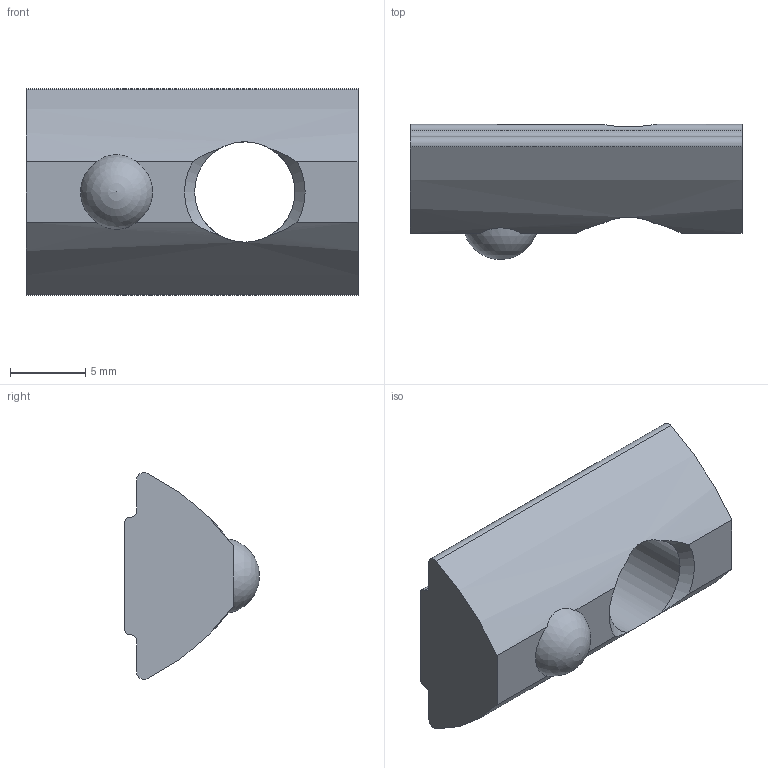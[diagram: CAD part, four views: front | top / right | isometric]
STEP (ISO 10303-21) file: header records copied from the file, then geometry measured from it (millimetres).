
FILE_DESCRIPTION( ( 'STEP AP214' ), '1' );
FILE_NAME( 'K1024.0808.stp', '2020-12-10T09:14:35', ( '' ), ( '' ), ' ', 'PARTsolutions', ' ' );
FILE_SCHEMA( ( 'AUTOMOTIVE_DESIGN { 1 0 10303 214 1 1 1 1 }' ) );
Length unit declared in the file: millimetre
Products named in the file (1): _K1024.0808
Bounding box: 22 x 8.95 x 13.7 mm (x, y, z)
Volume: 1319.2 mm3; surface area: 971 mm2
Topology: 1 solids, 1 shells, 22 faces, 68 edges, 45 vertices
Faces by surface type: cylinder 9, plane 9, cone 3, sphere 1
Full cylindrical faces by diameter (mm): 6.647 x1
Entity records: 1000 total; most frequent: CARTESIAN_POINT 228, DIRECTION 122, ORIENTED_EDGE 122, EDGE_CURVE 61, AXIS2_PLACEMENT_3D 48, VERTEX_POINT 42, LINE 26, VECTOR 26
